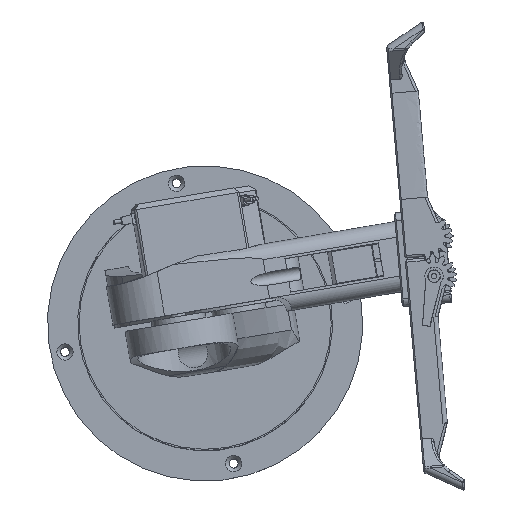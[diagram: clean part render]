
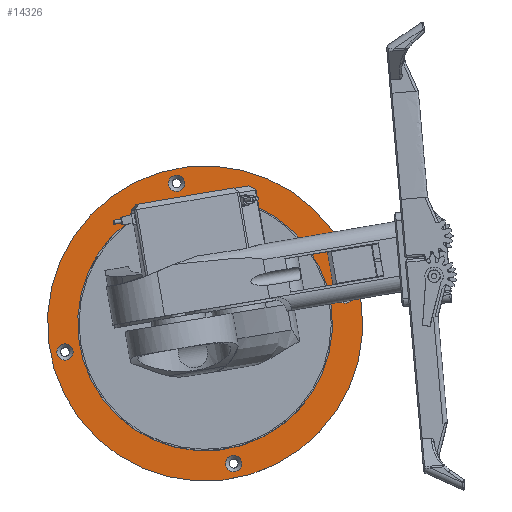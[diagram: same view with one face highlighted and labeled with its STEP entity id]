
A CAD part, top view. The second image highlights one B-rep face of the part: STEP entity #14326.
In plain terms, the highlighted face is planar.
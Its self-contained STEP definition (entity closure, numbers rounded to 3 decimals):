
#417=PLANE('',#15357);
#836=FACE_BOUND('',#2541,.T.);
#837=FACE_BOUND('',#2542,.T.);
#838=FACE_BOUND('',#2543,.T.);
#839=FACE_BOUND('',#2544,.T.);
#840=FACE_BOUND('',#2545,.T.);
#1668=FACE_OUTER_BOUND('',#2540,.T.);
#2540=EDGE_LOOP('',(#9980));
#2541=EDGE_LOOP('',(#9981));
#2542=EDGE_LOOP('',(#9982));
#2543=EDGE_LOOP('',(#9983));
#2544=EDGE_LOOP('',(#9984));
#2545=EDGE_LOOP('',(#9985));
#5702=CIRCLE('',#15311,3.15);
#5705=CIRCLE('',#15316,3.15);
#5708=CIRCLE('',#15321,3.15);
#5711=CIRCLE('',#15326,3.15);
#5721=CIRCLE('',#15343,49.);
#5729=CIRCLE('',#15354,60.625);
#6275=VERTEX_POINT('',#20416);
#6278=VERTEX_POINT('',#20426);
#6281=VERTEX_POINT('',#20436);
#6284=VERTEX_POINT('',#20446);
#6297=VERTEX_POINT('',#20553);
#6310=VERTEX_POINT('',#20583);
#7688=EDGE_CURVE('',#6275,#6275,#5702,.T.);
#7693=EDGE_CURVE('',#6278,#6278,#5705,.T.);
#7698=EDGE_CURVE('',#6281,#6281,#5708,.T.);
#7703=EDGE_CURVE('',#6284,#6284,#5711,.T.);
#7722=EDGE_CURVE('',#6297,#6297,#5721,.T.);
#7738=EDGE_CURVE('',#6310,#6310,#5729,.T.);
#9980=ORIENTED_EDGE('',*,*,#7738,.T.);
#9981=ORIENTED_EDGE('',*,*,#7722,.F.);
#9982=ORIENTED_EDGE('',*,*,#7688,.F.);
#9983=ORIENTED_EDGE('',*,*,#7693,.F.);
#9984=ORIENTED_EDGE('',*,*,#7698,.F.);
#9985=ORIENTED_EDGE('',*,*,#7703,.F.);
#14326=ADVANCED_FACE('',(#1668,#836,#837,#838,#839,#840),#417,.T.);
#15311=AXIS2_PLACEMENT_3D('',#20418,#16652,#16653);
#15316=AXIS2_PLACEMENT_3D('',#20428,#16664,#16665);
#15321=AXIS2_PLACEMENT_3D('',#20438,#16676,#16677);
#15326=AXIS2_PLACEMENT_3D('',#20448,#16688,#16689);
#15343=AXIS2_PLACEMENT_3D('',#20554,#16728,#16729);
#15354=AXIS2_PLACEMENT_3D('',#20585,#16757,#16758);
#15357=AXIS2_PLACEMENT_3D('',#20624,#16781,#16782);
#16652=DIRECTION('center_axis',(0.,1.,0.));
#16653=DIRECTION('ref_axis',(0.,0.,1.));
#16664=DIRECTION('center_axis',(0.,1.,0.));
#16665=DIRECTION('ref_axis',(0.,0.,1.));
#16676=DIRECTION('center_axis',(0.,1.,0.));
#16677=DIRECTION('ref_axis',(0.,0.,1.));
#16688=DIRECTION('center_axis',(0.,1.,0.));
#16689=DIRECTION('ref_axis',(0.,0.,1.));
#16728=DIRECTION('center_axis',(0.,1.,0.));
#16729=DIRECTION('ref_axis',(0.,0.,1.));
#16757=DIRECTION('center_axis',(0.,1.,0.));
#16758=DIRECTION('ref_axis',(0.,0.,1.));
#16781=DIRECTION('center_axis',(0.,1.,0.));
#16782=DIRECTION('ref_axis',(0.,0.,1.));
#20416=CARTESIAN_POINT('',(-38.891,4.,-42.041));
#20418=CARTESIAN_POINT('Origin',(-38.891,4.,-38.891));
#20426=CARTESIAN_POINT('',(-38.891,4.,35.741));
#20428=CARTESIAN_POINT('Origin',(-38.891,4.,38.891));
#20436=CARTESIAN_POINT('',(38.891,4.,35.741));
#20438=CARTESIAN_POINT('Origin',(38.891,4.,38.891));
#20446=CARTESIAN_POINT('',(38.891,4.,-42.041));
#20448=CARTESIAN_POINT('Origin',(38.891,4.,-38.891));
#20553=CARTESIAN_POINT('',(0.,4.,49.));
#20554=CARTESIAN_POINT('Origin',(0.,4.,0.));
#20583=CARTESIAN_POINT('',(0.,4.,60.625));
#20585=CARTESIAN_POINT('Origin',(0.,4.,0.));
#20624=CARTESIAN_POINT('Origin',(0.,4.,0.));
